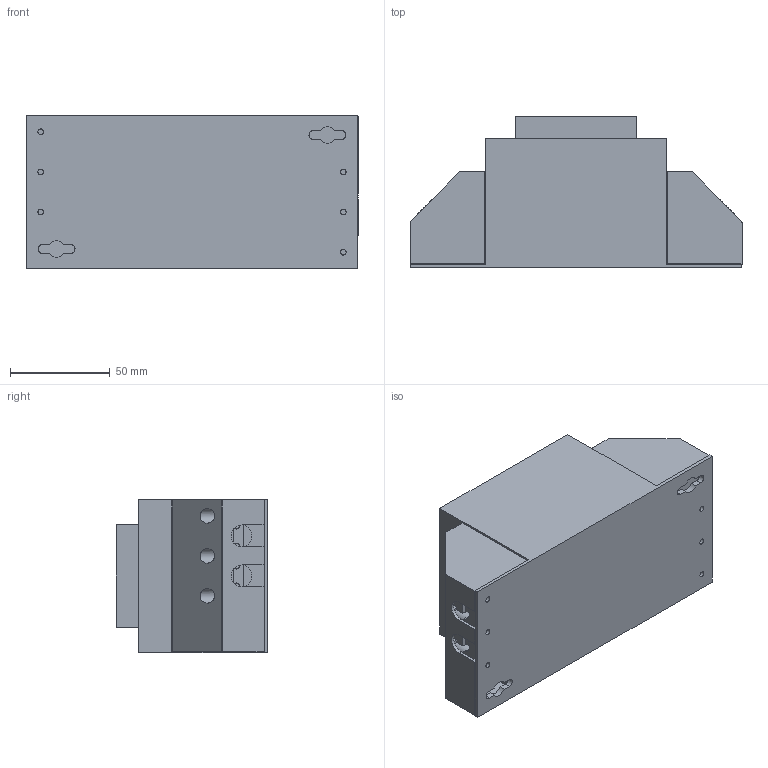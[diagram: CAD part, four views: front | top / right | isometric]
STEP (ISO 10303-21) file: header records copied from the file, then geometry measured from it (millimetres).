
FILE_DESCRIPTION (( 'STEP AP214' ), '1' );
FILE_NAME ('527712.STEP', '2022-10-10T07:54:23', ( '' ), ( '' ), 'SwSTEP 2.0', 'SolidWorks 2018', '' );
FILE_SCHEMA (( 'AUTOMOTIVE_DESIGN' ));
Length unit declared in the file: millimetre
Products named in the file (1): 527712
Bounding box: 166.09 x 75.7 x 77 mm (x, y, z)
Volume: 570135.1 mm3; surface area: 97681 mm2
Topology: 1 solids, 1 shells, 420 faces, 1134 edges, 752 vertices
Faces by surface type: plane 257, cylinder 151, torus 12
Entity records: 13290 total; most frequent: CARTESIAN_POINT 2397, DIRECTION 2300, ORIENTED_EDGE 2268, EDGE_CURVE 1134, AXIS2_PLACEMENT_3D 775, VERTEX_POINT 752, VECTOR 750, LINE 750
